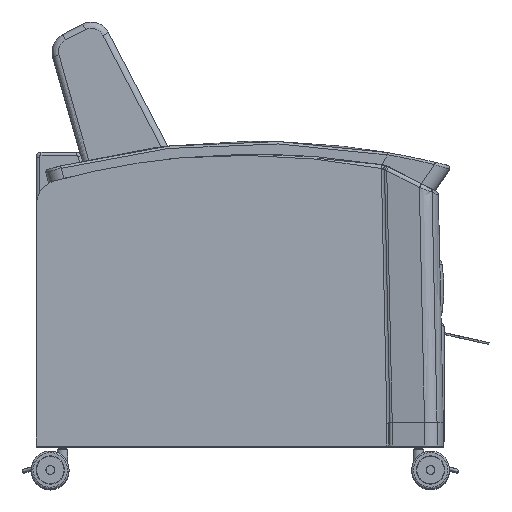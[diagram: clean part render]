
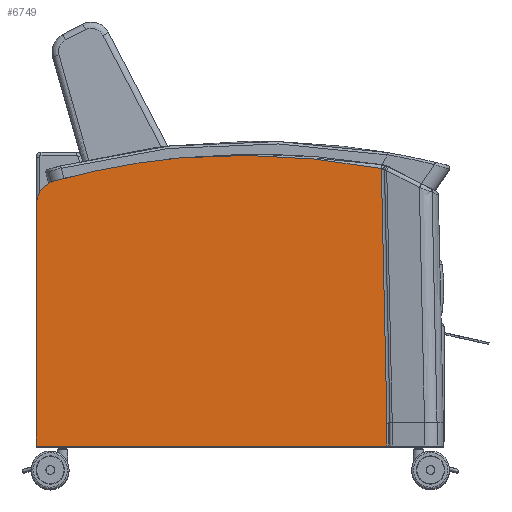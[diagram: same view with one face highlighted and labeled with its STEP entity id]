
A CAD part, top view. The second image highlights one B-rep face of the part: STEP entity #6749.
In plain terms, the highlighted planar face has unit normal (0, 0, 1).
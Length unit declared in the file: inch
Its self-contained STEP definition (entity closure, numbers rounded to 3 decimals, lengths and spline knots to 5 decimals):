
#392=PLANE('',#7829);
#938=LINE('',#15869,#1300);
#941=LINE('',#15967,#1303);
#944=LINE('',#15973,#1306);
#945=LINE('',#15980,#1307);
#1300=VECTOR('',#9634,0.3937);
#1303=VECTOR('',#9641,0.3937);
#1306=VECTOR('',#9646,19.97969);
#1307=VECTOR('',#9653,0.3937);
#1796=FACE_OUTER_BOUND('',#2305,.T.);
#2305=EDGE_LOOP('',(#5971,#5972,#5973,#5974,#5975,#5976,#5977));
#2842=CIRCLE('',#7830,59.6875);
#2843=CIRCLE('',#7831,60.);
#2844=CIRCLE('',#7832,2.);
#3379=VERTEX_POINT('',#15866);
#3380=VERTEX_POINT('',#15868);
#3383=VERTEX_POINT('',#15966);
#3385=VERTEX_POINT('',#15972);
#3386=VERTEX_POINT('',#15974);
#3387=VERTEX_POINT('',#15976);
#3388=VERTEX_POINT('',#15978);
#4252=EDGE_CURVE('',#3380,#3379,#938,.T.);
#4258=EDGE_CURVE('',#3383,#3380,#941,.T.);
#4261=EDGE_CURVE('',#3385,#3379,#944,.T.);
#4262=EDGE_CURVE('',#3386,#3385,#2842,.T.);
#4263=EDGE_CURVE('',#3386,#3387,#2843,.T.);
#4264=EDGE_CURVE('',#3387,#3388,#2844,.T.);
#4265=EDGE_CURVE('',#3388,#3383,#945,.T.);
#5971=ORIENTED_EDGE('',*,*,#4258,.T.);
#5972=ORIENTED_EDGE('',*,*,#4252,.T.);
#5973=ORIENTED_EDGE('',*,*,#4261,.F.);
#5974=ORIENTED_EDGE('',*,*,#4262,.F.);
#5975=ORIENTED_EDGE('',*,*,#4263,.T.);
#5976=ORIENTED_EDGE('',*,*,#4264,.T.);
#5977=ORIENTED_EDGE('',*,*,#4265,.T.);
#6749=ADVANCED_FACE('',(#1796),#392,.T.);
#7829=AXIS2_PLACEMENT_3D('',#15971,#9644,#9645);
#7830=AXIS2_PLACEMENT_3D('',#15975,#9647,#9648);
#7831=AXIS2_PLACEMENT_3D('',#15977,#9649,#9650);
#7832=AXIS2_PLACEMENT_3D('',#15979,#9651,#9652);
#9634=DIRECTION('',(0.,1.,0.));
#9641=DIRECTION('',(1.,0.,0.));
#9644=DIRECTION('center_axis',(0.,0.,1.));
#9645=DIRECTION('ref_axis',(1.,0.,0.));
#9646=DIRECTION('',(0.022,-1.,0.));
#9647=DIRECTION('center_axis',(0.,0.,-1.));
#9648=DIRECTION('ref_axis',(-0.076,0.997,0.));
#9649=DIRECTION('center_axis',(0.,0.,1.));
#9650=DIRECTION('ref_axis',(-0.171,-0.985,0.));
#9651=DIRECTION('center_axis',(0.,0.,1.));
#9652=DIRECTION('ref_axis',(0.261,-0.965,0.));
#9653=DIRECTION('',(0.,-1.,0.));
#15866=CARTESIAN_POINT('',(45.0564,11.84275,3.));
#15868=CARTESIAN_POINT('',(45.0564,10.09762,3.));
#15869=CARTESIAN_POINT('',(45.0564,10.09762,3.));
#15966=CARTESIAN_POINT('',(17.60377,10.09762,3.));
#15967=CARTESIAN_POINT('',(23.9984,10.09762,3.));
#15971=CARTESIAN_POINT('Origin',(30.39303,20.42325,3.));
#15972=CARTESIAN_POINT('',(44.62164,31.81771,3.));
#15973=CARTESIAN_POINT('',(44.62164,31.81771,3.));
#15974=CARTESIAN_POINT('',(28.86614,32.65958,3.));
#15975=CARTESIAN_POINT('Origin',(33.58709,-26.84093,3.));
#15976=CARTESIAN_POINT('',(19.08149,30.86685,3.));
#15977=CARTESIAN_POINT('Origin',(34.74972,-27.05126,3.));
#15978=CARTESIAN_POINT('',(17.60377,28.93624,3.));
#15979=CARTESIAN_POINT('Origin',(19.60377,28.93624,3.));
#15980=CARTESIAN_POINT('',(17.60377,24.67975,3.));
